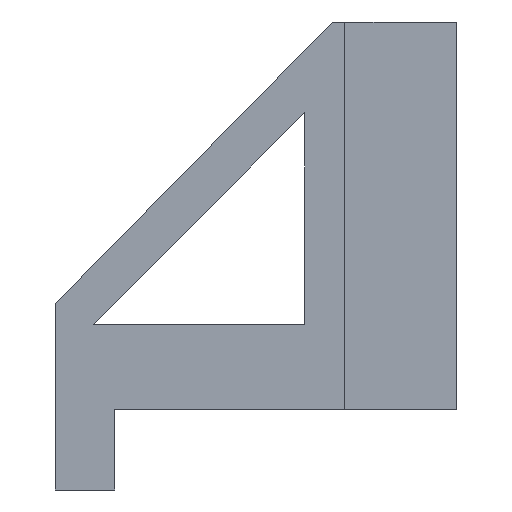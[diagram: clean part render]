
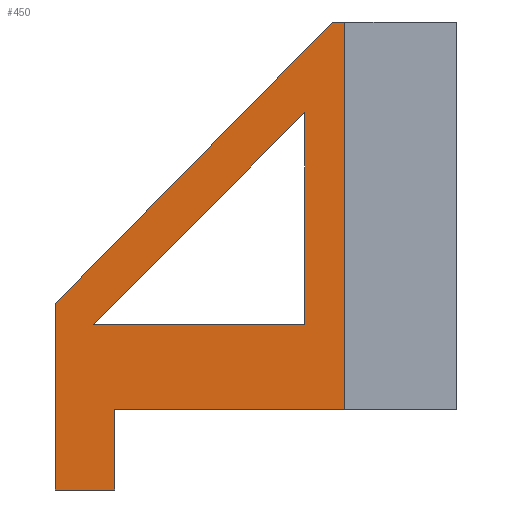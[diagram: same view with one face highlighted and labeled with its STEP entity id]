
A CAD part, left-side view. The second image highlights one B-rep face of the part: STEP entity #450.
In plain terms, the highlighted planar face has unit normal (-1, 0, 0).
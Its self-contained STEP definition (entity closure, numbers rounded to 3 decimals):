
#2 = VERTEX_POINT ( 'NONE', #406 ) ;
#7 = EDGE_CURVE ( 'NONE', #28, #228, #140, .T. ) ;
#15 = CARTESIAN_POINT ( 'NONE',  ( 15.5, 23.5, -21.413 ) ) ;
#21 = EDGE_CURVE ( 'NONE', #223, #49, #445, .T. ) ;
#26 = CARTESIAN_POINT ( 'NONE',  ( 15.5, 2.46, 0. ) ) ;
#27 = CARTESIAN_POINT ( 'NONE',  ( 15.5, 23.5, -29.445 ) ) ;
#28 = VERTEX_POINT ( 'NONE', #313 ) ;
#32 = LINE ( 'NONE', #26, #203 ) ;
#40 = VECTOR ( 'NONE', #62, 1000. ) ;
#46 = EDGE_CURVE ( 'NONE', #265, #49, #187, .T. ) ;
#48 = CARTESIAN_POINT ( 'NONE',  ( 15.5, 20.618, -22.995 ) ) ;
#49 = VERTEX_POINT ( 'NONE', #189 ) ;
#55 = DIRECTION ( 'NONE',  ( 0., 0.707, -0.707 ) ) ;
#57 = LINE ( 'NONE', #27, #477 ) ;
#62 = DIRECTION ( 'NONE',  ( 0., 0., 1. ) ) ;
#80 = ORIENTED_EDGE ( 'NONE', *, *, #209, .F. ) ;
#82 = VECTOR ( 'NONE', #449, 1000. ) ;
#103 = EDGE_CURVE ( 'NONE', #2, #372, #316, .T. ) ;
#112 = ORIENTED_EDGE ( 'NONE', *, *, #7, .T. ) ;
#117 = CARTESIAN_POINT ( 'NONE',  ( 15.5, 4.529, -6.905 ) ) ;
#127 = EDGE_CURVE ( 'NONE', #224, #28, #270, .T. ) ;
#137 = VECTOR ( 'NONE', #143, 1000. ) ;
#140 = LINE ( 'NONE', #461, #40 ) ;
#143 = DIRECTION ( 'NONE',  ( 0., -1., 0. ) ) ;
#153 = CARTESIAN_POINT ( 'NONE',  ( 15.5, 23.5, 0. ) ) ;
#159 = ORIENTED_EDGE ( 'NONE', *, *, #21, .T. ) ;
#175 = ORIENTED_EDGE ( 'NONE', *, *, #103, .F. ) ;
#185 = EDGE_CURVE ( 'NONE', #372, #349, #191, .T. ) ;
#186 = CARTESIAN_POINT ( 'NONE',  ( 15.5, 23.5, 0. ) ) ;
#187 = LINE ( 'NONE', #360, #137 ) ;
#189 = CARTESIAN_POINT ( 'NONE',  ( 15.5, 1.5, 0. ) ) ;
#191 = LINE ( 'NONE', #273, #82 ) ;
#203 = VECTOR ( 'NONE', #240, 1000. ) ;
#206 = CARTESIAN_POINT ( 'NONE',  ( 15.5, 1.5, -29.445 ) ) ;
#209 = EDGE_CURVE ( 'NONE', #224, #365, #278, .T. ) ;
#223 = VERTEX_POINT ( 'NONE', #206 ) ;
#224 = VERTEX_POINT ( 'NONE', #299 ) ;
#228 = VERTEX_POINT ( 'NONE', #254 ) ;
#238 = FACE_BOUND ( 'NONE', #345, .T. ) ;
#240 = DIRECTION ( 'NONE',  ( 0., -0.701, 0.713 ) ) ;
#243 = ORIENTED_EDGE ( 'NONE', *, *, #404, .F. ) ;
#248 = FACE_OUTER_BOUND ( 'NONE', #271, .T. ) ;
#254 = CARTESIAN_POINT ( 'NONE',  ( 15.5, 19., -29.445 ) ) ;
#265 = VERTEX_POINT ( 'NONE', #471 ) ;
#270 = LINE ( 'NONE', #361, #352 ) ;
#271 = EDGE_LOOP ( 'NONE', ( #112, #308, #159, #322, #558, #80, #276 ) ) ;
#273 = CARTESIAN_POINT ( 'NONE',  ( 15.5, 20.618, -22.995 ) ) ;
#274 = CARTESIAN_POINT ( 'NONE',  ( 15.5, 1.5, 0. ) ) ;
#276 = ORIENTED_EDGE ( 'NONE', *, *, #127, .T. ) ;
#278 = LINE ( 'NONE', #186, #304 ) ;
#283 = VECTOR ( 'NONE', #55, 1000. ) ;
#284 = DIRECTION ( 'NONE',  ( 0., 0., -1. ) ) ;
#299 = CARTESIAN_POINT ( 'NONE',  ( 15.5, 23.5, -35.578 ) ) ;
#304 = VECTOR ( 'NONE', #359, 1000. ) ;
#308 = ORIENTED_EDGE ( 'NONE', *, *, #356, .T. ) ;
#313 = CARTESIAN_POINT ( 'NONE',  ( 15.5, 19., -35.578 ) ) ;
#316 = LINE ( 'NONE', #48, #283 ) ;
#322 = ORIENTED_EDGE ( 'NONE', *, *, #46, .F. ) ;
#329 = LINE ( 'NONE', #117, #374 ) ;
#334 = CARTESIAN_POINT ( 'NONE',  ( 15.5, 20.618, -22.995 ) ) ;
#345 = EDGE_LOOP ( 'NONE', ( #243, #529, #175 ) ) ;
#349 = VERTEX_POINT ( 'NONE', #469 ) ;
#352 = VECTOR ( 'NONE', #452, 1000. ) ;
#354 = VECTOR ( 'NONE', #401, 1000. ) ;
#356 = EDGE_CURVE ( 'NONE', #228, #223, #57, .T. ) ;
#359 = DIRECTION ( 'NONE',  ( 0., 0., 1. ) ) ;
#360 = CARTESIAN_POINT ( 'NONE',  ( 15.5, 23.5, 0. ) ) ;
#361 = CARTESIAN_POINT ( 'NONE',  ( 15.5, 23.5, -35.578 ) ) ;
#363 = DIRECTION ( 'NONE',  ( 0., 0., 1. ) ) ;
#365 = VERTEX_POINT ( 'NONE', #15 ) ;
#372 = VERTEX_POINT ( 'NONE', #334 ) ;
#374 = VECTOR ( 'NONE', #363, 1000. ) ;
#378 = DIRECTION ( 'NONE',  ( 1., 0., 0. ) ) ;
#401 = DIRECTION ( 'NONE',  ( 0., 0., 1. ) ) ;
#404 = EDGE_CURVE ( 'NONE', #349, #2, #329, .T. ) ;
#406 = CARTESIAN_POINT ( 'NONE',  ( 15.5, 4.529, -6.905 ) ) ;
#445 = LINE ( 'NONE', #274, #354 ) ;
#449 = DIRECTION ( 'NONE',  ( 0., -1., 0. ) ) ;
#450 = ADVANCED_FACE ( 'NONE', ( #238, #248 ), #506, .F. ) ;
#452 = DIRECTION ( 'NONE',  ( 0., -1., 0. ) ) ;
#461 = CARTESIAN_POINT ( 'NONE',  ( 15.5, 19., 0. ) ) ;
#469 = CARTESIAN_POINT ( 'NONE',  ( 15.5, 4.529, -22.995 ) ) ;
#471 = CARTESIAN_POINT ( 'NONE',  ( 15.5, 2.46, 0. ) ) ;
#477 = VECTOR ( 'NONE', #549, 1000. ) ;
#506 = PLANE ( 'NONE',  #538 ) ;
#529 = ORIENTED_EDGE ( 'NONE', *, *, #185, .F. ) ;
#538 = AXIS2_PLACEMENT_3D ( 'NONE', #153, #378, #284 ) ;
#549 = DIRECTION ( 'NONE',  ( 0., -1., 0. ) ) ;
#557 = EDGE_CURVE ( 'NONE', #365, #265, #32, .T. ) ;
#558 = ORIENTED_EDGE ( 'NONE', *, *, #557, .F. ) ;
